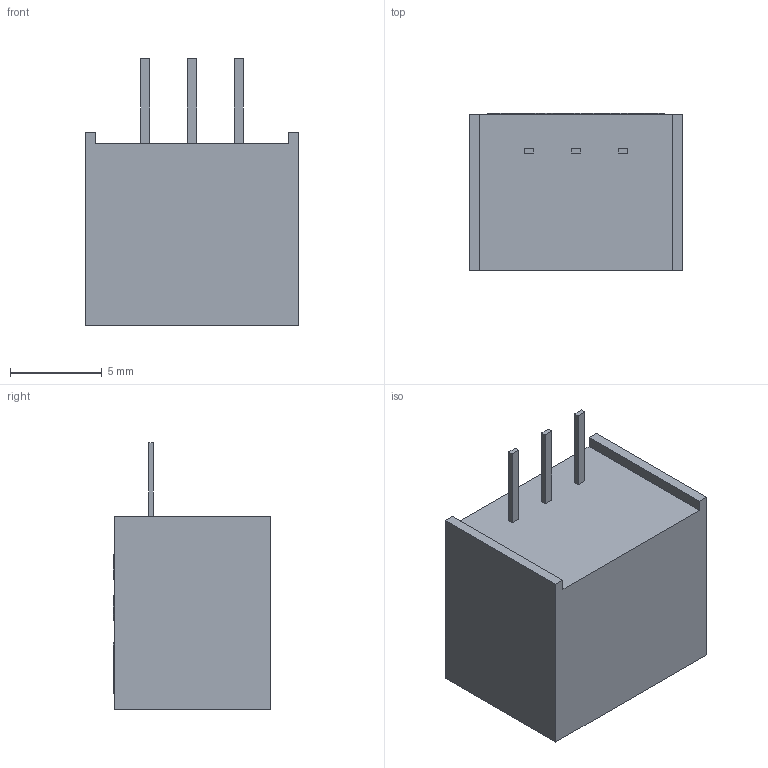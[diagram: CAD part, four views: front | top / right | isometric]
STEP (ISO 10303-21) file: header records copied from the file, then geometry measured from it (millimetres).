
FILE_DESCRIPTION (( 'STEP AP214' ), '1' );
FILE_NAME ('FDSM.STEP', '2014-11-06T13:57:49', ( 'Roland Kratz' ), ( 'Würth Elektronik' ), 'SwSTEP 2.0', 'SolidWorks 2012', '' );
FILE_SCHEMA (( 'AUTOMOTIVE_DESIGN' ));
Length unit declared in the file: millimetre
Products named in the file (1): FDSM
Bounding box: 11.6 x 8.55 x 14.5 mm (x, y, z)
Volume: 984.5 mm3; surface area: 644.4 mm2
Topology: 1 solids, 1 shells, 271 faces, 723 edges, 482 vertices
Faces by surface type: bspline 140, plane 131
Entity records: 13702 total; most frequent: CARTESIAN_POINT 7593, ORIENTED_EDGE 1446, EDGE_CURVE 723, DIRECTION 707, VERTEX_POINT 482, LINE 443, VECTOR 443, EDGE_LOOP 299
